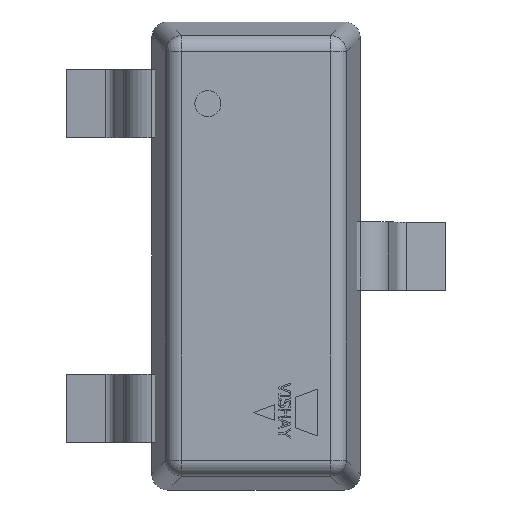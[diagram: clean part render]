
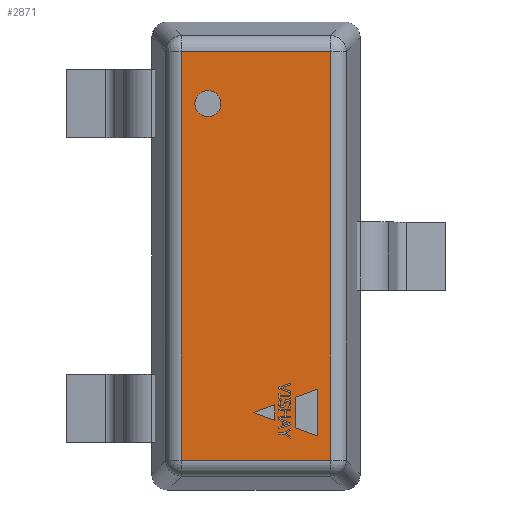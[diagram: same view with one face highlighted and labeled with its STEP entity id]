
A CAD part, top view. The second image highlights one B-rep face of the part: STEP entity #2871.
In plain terms, the highlighted planar face has unit normal (0, 0, 1).
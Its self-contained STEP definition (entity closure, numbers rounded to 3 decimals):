
#117=PLANE('',#3094);
#251=LINE('',#4095,#573);
#257=LINE('',#4132,#579);
#259=LINE('',#4135,#581);
#261=LINE('',#4138,#583);
#573=VECTOR('',#3327,2.55);
#579=VECTOR('',#3367,0.93);
#581=VECTOR('',#3371,2.55);
#583=VECTOR('',#3375,0.93);
#946=FACE_OUTER_BOUND('',#1119,.T.);
#1119=EDGE_LOOP('',(#2122,#2123,#2124,#2125));
#1328=VERTEX_POINT('',#4070);
#1332=VERTEX_POINT('',#4078);
#1339=VERTEX_POINT('',#4098);
#1346=VERTEX_POINT('',#4115);
#1614=EDGE_CURVE('',#1328,#1332,#251,.T.);
#1632=EDGE_CURVE('',#1332,#1346,#257,.T.);
#1634=EDGE_CURVE('',#1346,#1339,#259,.T.);
#1636=EDGE_CURVE('',#1339,#1328,#261,.T.);
#2122=ORIENTED_EDGE('',*,*,#1614,.F.);
#2123=ORIENTED_EDGE('',*,*,#1636,.F.);
#2124=ORIENTED_EDGE('',*,*,#1634,.F.);
#2125=ORIENTED_EDGE('',*,*,#1632,.F.);
#2871=ADVANCED_FACE('',(#946),#117,.T.);
#3094=AXIS2_PLACEMENT_3D('',#4176,#3424,#3425);
#3327=DIRECTION('',(1.,0.,0.));
#3367=DIRECTION('',(0.,-1.,0.));
#3371=DIRECTION('',(-1.,0.,0.));
#3375=DIRECTION('',(0.,1.,0.));
#3424=DIRECTION('center_axis',(0.,0.,1.));
#3425=DIRECTION('ref_axis',(1.,0.,0.));
#4070=CARTESIAN_POINT('',(-1.275,0.465,1.02));
#4078=CARTESIAN_POINT('',(1.275,0.465,1.02));
#4095=CARTESIAN_POINT('',(0.365,0.465,1.02));
#4098=CARTESIAN_POINT('',(-1.275,-0.465,1.02));
#4115=CARTESIAN_POINT('',(1.275,-0.465,1.02));
#4132=CARTESIAN_POINT('',(1.275,-0.163,1.02));
#4135=CARTESIAN_POINT('',(-0.365,-0.465,1.02));
#4138=CARTESIAN_POINT('',(-1.275,0.163,1.02));
#4176=CARTESIAN_POINT('Origin',(0.,0.,
1.02));
